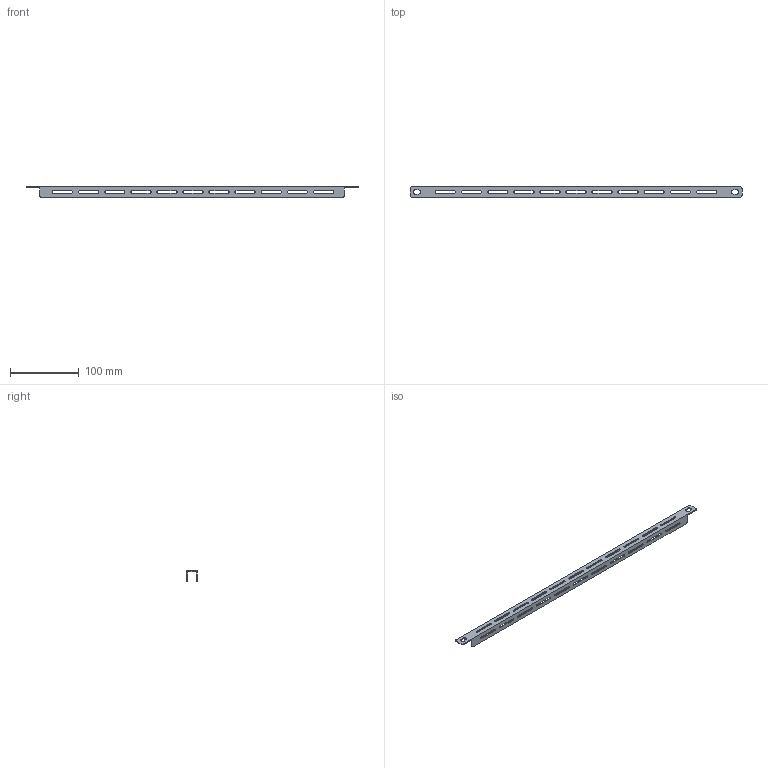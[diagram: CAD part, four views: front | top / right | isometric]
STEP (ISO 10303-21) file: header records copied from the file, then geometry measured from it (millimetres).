
FILE_DESCRIPTION (( 'STEP AP214' ), '1' );
FILE_NAME ('RP00009-1.STEP', '2018-11-26T22:04:12', ( '' ), ( '' ), 'SwSTEP 2.0', 'SolidWorks 2017', '' );
FILE_SCHEMA (( 'AUTOMOTIVE_DESIGN' ));
Length unit declared in the file: inch
Products named in the file (1): RP00009-1
Bounding box: 483 x 15 x 15 mm (x, y, z)
Volume: 24269.5 mm3; surface area: 37142.4 mm2
Topology: 1 solids, 1 shells, 175 faces, 519 edges, 346 vertices
Faces by surface type: cylinder 91, plane 84
Entity records: 8084 total; most frequent: DIRECTION 1053, CARTESIAN_POINT 1041, ORIENTED_EDGE 1038, EDGE_CURVE 519, AXIS2_PLACEMENT_3D 358, VERTEX_POINT 346, LINE 337, VECTOR 337
